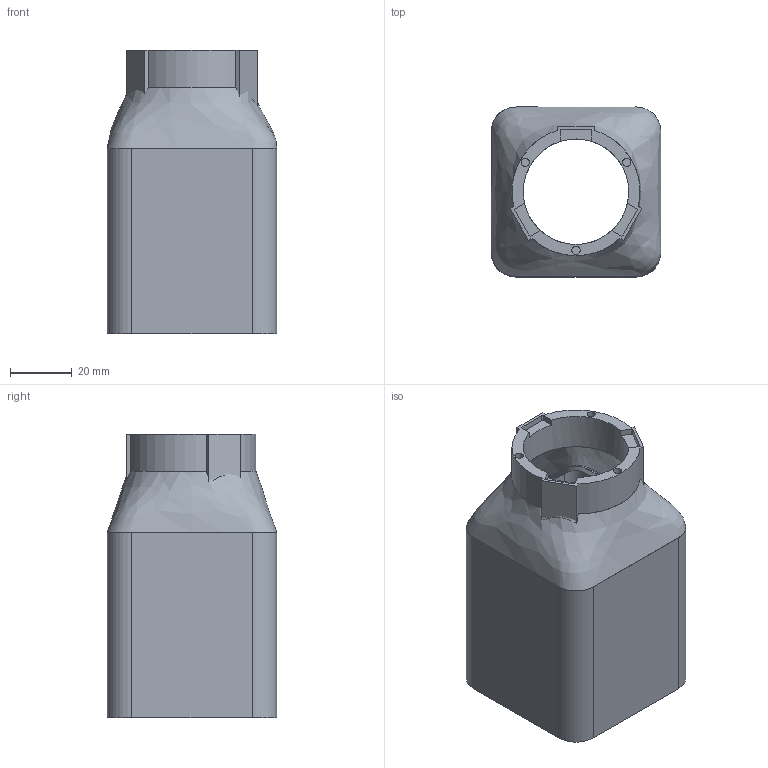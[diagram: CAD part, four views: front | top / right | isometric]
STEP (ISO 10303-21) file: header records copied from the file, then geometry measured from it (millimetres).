
FILE_DESCRIPTION(/* description */ (''),/* implementation_level */ '2;1');
FILE_NAME(/* name */ 'body.step',/* time_stamp */ '2022-05-08T13:26:38-04:00',/* author */ (''),/* organization */ (''),/* preprocessor_version */ 'ST-DEVELOPER v18.1',/* originating_system */ 'Autodesk Translation Framework v10.14.0.1471',/* authorisation */ '');
FILE_SCHEMA (('AUTOMOTIVE_DESIGN { 1 0 10303 214 3 1 1 }'));
Length unit declared in the file: millimetre
Products named in the file (1): body
Bounding box: 55.01 x 55.01 x 92 mm (x, y, z)
Volume: 43508.6 mm3; surface area: 38431.2 mm2
Topology: 3 solids, 3 shells, 102 faces, 265 edges, 173 vertices
Faces by surface type: plane 59, cylinder 36, bspline 7
Full cylindrical faces by diameter (mm): 2.7 x3, 2.9 x6, 3.3 x1, 34.2 x1
Entity records: 5369 total; most frequent: CARTESIAN_POINT 2787, ORIENTED_EDGE 530, DIRECTION 513, EDGE_CURVE 265, AXIS2_PLACEMENT_3D 176, VERTEX_POINT 173, LINE 161, VECTOR 161
